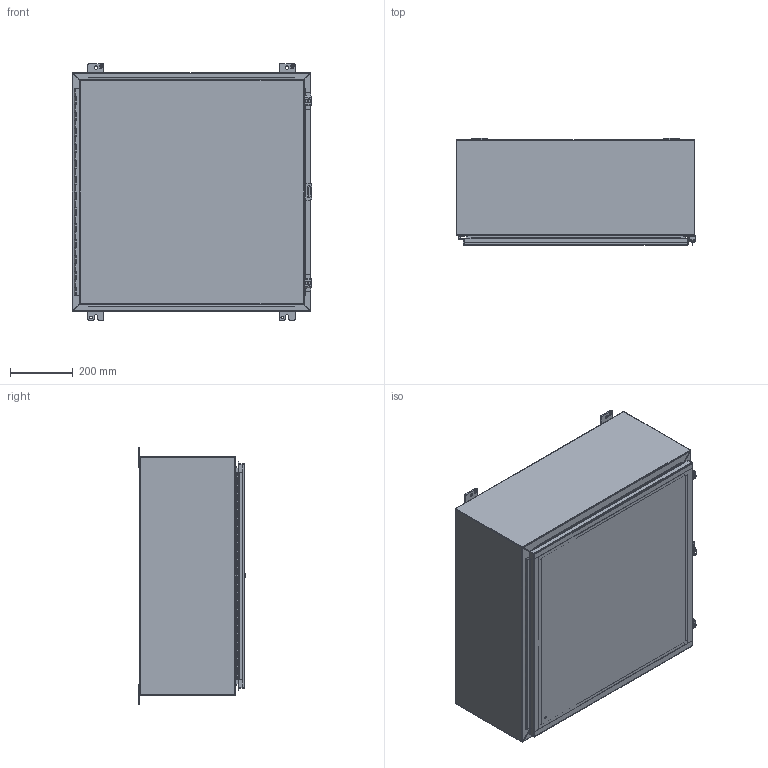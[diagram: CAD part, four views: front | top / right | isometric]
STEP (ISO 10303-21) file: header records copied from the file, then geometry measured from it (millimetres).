
FILE_DESCRIPTION (( 'STEP AP203' ), '1' );
FILE_NAME ('1418KK12_Default.step', '2019-10-31T19:36:04', ( 'ADC123' ), ( 'Microsoft' ), 'SwSTEP 2.0', 'SolidWorks 2019', '' );
FILE_SCHEMA (( 'CONFIG_CONTROL_DESIGN' ));
Length unit declared in the file: inch
Products named in the file (1): 1418KK12_Default
Bounding box: 765.17 x 341.3 x 819.15 mm (x, y, z)
Volume: 6010323 mm3; surface area: 6178533 mm2
Topology: 43 solids, 43 shells, 1305 faces, 3399 edges, 2210 vertices
Faces by surface type: plane 785, cylinder 444, bspline 66, cone 10
Entity records: 42044 total; most frequent: CARTESIAN_POINT 9665, ORIENTED_EDGE 6798, DIRECTION 6613, EDGE_CURVE 3399, LINE 2357, VECTOR 2357, VERTEX_POINT 2210, AXIS2_PLACEMENT_3D 2128
